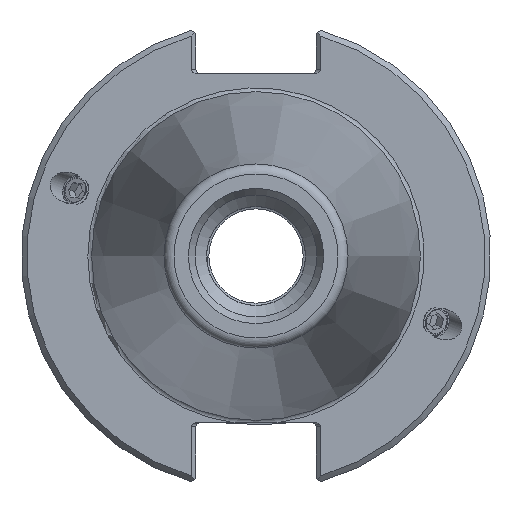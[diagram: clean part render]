
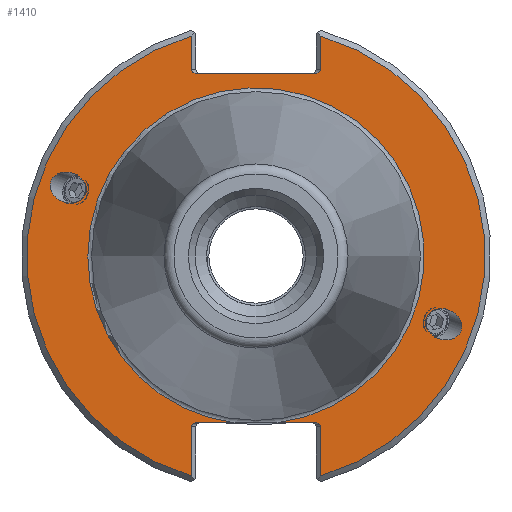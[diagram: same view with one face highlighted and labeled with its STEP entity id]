
A CAD part, left-side view. The second image highlights one B-rep face of the part: STEP entity #1410.
In plain terms, the highlighted planar face has unit normal (-1, 0, 0).
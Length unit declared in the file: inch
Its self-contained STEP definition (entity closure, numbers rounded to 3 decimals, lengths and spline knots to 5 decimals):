
#551=CARTESIAN_POINT('',(0.125,-0.90631,-0.32987));
#552=VERTEX_POINT('',#551);
#553=CARTESIAN_POINT('',(0.125,-0.99889,-0.36357));
#554=DIRECTION('',(1.0,0.,0.));
#555=DIRECTION('',(0.,-0.94,-0.342));
#556=AXIS2_PLACEMENT_3D('',#553,#554,#555);
#557=ELLIPSE('',#556,0.09853,0.08071);
#558=EDGE_CURVE('',#552,#552,#557,.T.);
#631=CARTESIAN_POINT('',(0.125,0.90631,0.32987));
#632=VERTEX_POINT('',#631);
#633=CARTESIAN_POINT('',(0.125,0.99889,0.36357));
#634=DIRECTION('',(1.0,0.,0.));
#635=DIRECTION('',(0.,0.94,0.342));
#636=AXIS2_PLACEMENT_3D('',#633,#634,#635);
#637=ELLIPSE('',#636,0.09853,0.08071);
#638=EDGE_CURVE('',#632,#632,#637,.T.);
#1192=CARTESIAN_POINT('',(0.125,0.31672,0.972));
#1193=VERTEX_POINT('',#1192);
#1202=CARTESIAN_POINT('',(0.125,-0.31672,0.972));
#1203=VERTEX_POINT('',#1202);
#1204=CARTESIAN_POINT('',(0.125,0.31672,0.972));
#1205=DIRECTION('',(0.0,-1.0,0.0));
#1206=VECTOR('',#1205,0.63343);
#1207=LINE('',#1204,#1206);
#1208=EDGE_CURVE('',#1193,#1203,#1207,.T.);
#1258=CARTESIAN_POINT('',(0.125,-0.11172,-0.888));
#1259=VERTEX_POINT('',#1258);
#1260=CARTESIAN_POINT('',(0.125,0.11172,-0.888));
#1261=VERTEX_POINT('',#1260);
#1276=CARTESIAN_POINT('',(0.125,0.0,0.0));
#1277=DIRECTION('',(-1.0,0.0,0.0));
#1278=DIRECTION('',(0.0,-1.0,0.0));
#1279=AXIS2_PLACEMENT_3D('',#1276,#1277,#1278);
#1280=CIRCLE('',#1279,0.895);
#1281=EDGE_CURVE('',#1259,#1261,#1280,.T.);
#1297=CARTESIAN_POINT('',(0.125,1.0625,0.0));
#1298=DIRECTION('',(-1.0,0.0,0.0));
#1299=DIRECTION('',(0.0,0.0,1.0));
#1300=AXIS2_PLACEMENT_3D('',#1297,#1298,#1299);
#1301=PLANE('',#1300);
#1302=ORIENTED_EDGE('',*,*,#1281,.F.);
#1303=CARTESIAN_POINT('',(0.125,-0.31672,-0.888));
#1304=VERTEX_POINT('',#1303);
#1305=CARTESIAN_POINT('',(0.125,-0.31672,-0.888));
#1306=DIRECTION('',(0.0,1.0,0.0));
#1307=VECTOR('',#1306,0.205);
#1308=LINE('',#1305,#1307);
#1309=EDGE_CURVE('',#1304,#1259,#1308,.T.);
#1310=ORIENTED_EDGE('',*,*,#1309,.F.);
#1311=CARTESIAN_POINT('',(0.125,-0.345,-0.908));
#1312=VERTEX_POINT('',#1311);
#1313=CARTESIAN_POINT('',(0.125,-0.31672,-0.908));
#1314=DIRECTION('',(-1.0,0.0,0.0));
#1315=DIRECTION('',(0.0,-1.0,0.0));
#1316=AXIS2_PLACEMENT_3D('',#1313,#1314,#1315);
#1317=ELLIPSE('',#1316,0.02828,0.02);
#1318=EDGE_CURVE('',#1312,#1304,#1317,.T.);
#1319=ORIENTED_EDGE('',*,*,#1318,.F.);
#1320=CARTESIAN_POINT('',(0.125,-0.345,-1.1702));
#1321=VERTEX_POINT('',#1320);
#1322=CARTESIAN_POINT('',(0.125,-0.345,-1.1702));
#1323=DIRECTION('',(0.0,0.0,1.0));
#1324=VECTOR('',#1323,0.2622);
#1325=LINE('',#1322,#1324);
#1326=EDGE_CURVE('',#1321,#1312,#1325,.T.);
#1327=ORIENTED_EDGE('',*,*,#1326,.F.);
#1328=CARTESIAN_POINT('',(0.125,-0.345,1.1702));
#1329=VERTEX_POINT('',#1328);
#1330=CARTESIAN_POINT('',(0.125,0.0,0.0));
#1331=DIRECTION('',(1.0,0.0,0.0));
#1332=DIRECTION('',(0.0,-1.0,0.0));
#1333=AXIS2_PLACEMENT_3D('',#1330,#1331,#1332);
#1334=CIRCLE('',#1333,1.22);
#1335=EDGE_CURVE('',#1329,#1321,#1334,.T.);
#1336=ORIENTED_EDGE('',*,*,#1335,.F.);
#1337=CARTESIAN_POINT('',(0.125,-0.345,0.992));
#1338=VERTEX_POINT('',#1337);
#1339=CARTESIAN_POINT('',(0.125,-0.345,0.992));
#1340=DIRECTION('',(0.0,0.0,1.0));
#1341=VECTOR('',#1340,0.1782);
#1342=LINE('',#1339,#1341);
#1343=EDGE_CURVE('',#1338,#1329,#1342,.T.);
#1344=ORIENTED_EDGE('',*,*,#1343,.F.);
#1345=CARTESIAN_POINT('',(0.125,-0.31672,0.992));
#1346=DIRECTION('',(-1.0,0.0,0.0));
#1347=DIRECTION('',(0.0,-1.0,0.0));
#1348=AXIS2_PLACEMENT_3D('',#1345,#1346,#1347);
#1349=ELLIPSE('',#1348,0.02828,0.02);
#1350=EDGE_CURVE('',#1203,#1338,#1349,.T.);
#1351=ORIENTED_EDGE('',*,*,#1350,.F.);
#1352=ORIENTED_EDGE('',*,*,#1208,.F.);
#1353=CARTESIAN_POINT('',(0.125,0.345,0.992));
#1354=VERTEX_POINT('',#1353);
#1355=CARTESIAN_POINT('',(0.125,0.31672,0.992));
#1356=DIRECTION('',(-1.0,0.0,0.0));
#1357=DIRECTION('',(0.0,1.0,0.0));
#1358=AXIS2_PLACEMENT_3D('',#1355,#1356,#1357);
#1359=ELLIPSE('',#1358,0.02828,0.02);
#1360=EDGE_CURVE('',#1354,#1193,#1359,.T.);
#1361=ORIENTED_EDGE('',*,*,#1360,.F.);
#1362=CARTESIAN_POINT('',(0.125,0.345,1.1702));
#1363=VERTEX_POINT('',#1362);
#1364=CARTESIAN_POINT('',(0.125,0.345,1.1702));
#1365=DIRECTION('',(0.0,0.0,-1.0));
#1366=VECTOR('',#1365,0.1782);
#1367=LINE('',#1364,#1366);
#1368=EDGE_CURVE('',#1363,#1354,#1367,.T.);
#1369=ORIENTED_EDGE('',*,*,#1368,.F.);
#1370=CARTESIAN_POINT('',(0.125,0.345,-1.1702));
#1371=VERTEX_POINT('',#1370);
#1372=CARTESIAN_POINT('',(0.125,0.0,0.0));
#1373=DIRECTION('',(1.0,0.0,0.0));
#1374=DIRECTION('',(0.0,1.0,0.0));
#1375=AXIS2_PLACEMENT_3D('',#1372,#1373,#1374);
#1376=CIRCLE('',#1375,1.22);
#1377=EDGE_CURVE('',#1371,#1363,#1376,.T.);
#1378=ORIENTED_EDGE('',*,*,#1377,.F.);
#1379=CARTESIAN_POINT('',(0.125,0.345,-0.908));
#1380=VERTEX_POINT('',#1379);
#1381=CARTESIAN_POINT('',(0.125,0.345,-0.908));
#1382=DIRECTION('',(0.0,0.0,-1.0));
#1383=VECTOR('',#1382,0.2622);
#1384=LINE('',#1381,#1383);
#1385=EDGE_CURVE('',#1380,#1371,#1384,.T.);
#1386=ORIENTED_EDGE('',*,*,#1385,.F.);
#1387=CARTESIAN_POINT('',(0.125,0.31672,-0.888));
#1388=VERTEX_POINT('',#1387);
#1389=CARTESIAN_POINT('',(0.125,0.31672,-0.908));
#1390=DIRECTION('',(-1.0,0.0,0.0));
#1391=DIRECTION('',(0.0,1.0,0.0));
#1392=AXIS2_PLACEMENT_3D('',#1389,#1390,#1391);
#1393=ELLIPSE('',#1392,0.02828,0.02);
#1394=EDGE_CURVE('',#1388,#1380,#1393,.T.);
#1395=ORIENTED_EDGE('',*,*,#1394,.F.);
#1396=CARTESIAN_POINT('',(0.125,0.11172,-0.888));
#1397=DIRECTION('',(0.0,1.0,0.0));
#1398=VECTOR('',#1397,0.205);
#1399=LINE('',#1396,#1398);
#1400=EDGE_CURVE('',#1261,#1388,#1399,.T.);
#1401=ORIENTED_EDGE('',*,*,#1400,.F.);
#1402=EDGE_LOOP('',(#1302,#1310,#1319,#1327,#1336,#1344,#1351,#1352,#1361,#1369,#1378,#1386,#1395,#1401));
#1403=FACE_OUTER_BOUND('',#1402,.T.);
#1404=ORIENTED_EDGE('',*,*,#558,.T.);
#1405=EDGE_LOOP('',(#1404));
#1406=FACE_BOUND('',#1405,.T.);
#1407=ORIENTED_EDGE('',*,*,#638,.T.);
#1408=EDGE_LOOP('',(#1407));
#1409=FACE_BOUND('',#1408,.T.);
#1410=ADVANCED_FACE('',(#1403,#1406,#1409),#1301,.T.);
